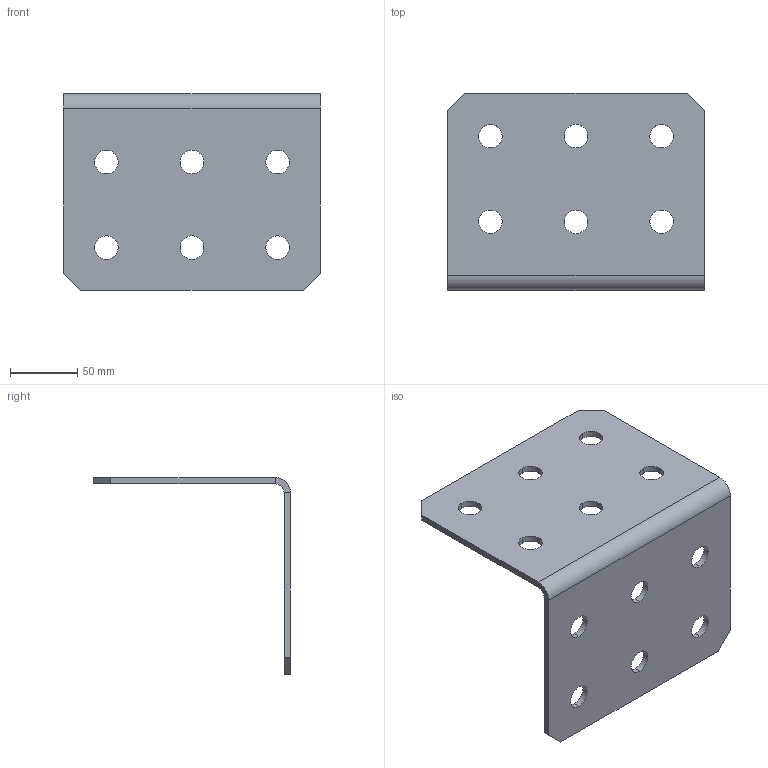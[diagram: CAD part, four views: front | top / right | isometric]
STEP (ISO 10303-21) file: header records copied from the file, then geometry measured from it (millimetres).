
FILE_DESCRIPTION (( 'STEP AP214' ), '1' );
FILE_NAME ('10591 - HL57PC.STEP', '2017-10-17T22:44:20', ( '' ), ( '' ), 'SwSTEP 2.0', 'SolidWorks 2017', '' );
FILE_SCHEMA (( 'AUTOMOTIVE_DESIGN' ));
Length unit declared in the file: inch
Products named in the file (1): 10591 - HL57PC
Bounding box: 190.5 x 146.05 x 146.05 mm (x, y, z)
Volume: 242065.2 mm3; surface area: 109163.9 mm2
Topology: 1 solids, 1 shells, 42 faces, 112 edges, 72 vertices
Faces by surface type: cylinder 26, plane 16
Entity records: 1412 total; most frequent: DIRECTION 250, CARTESIAN_POINT 227, ORIENTED_EDGE 224, EDGE_CURVE 112, AXIS2_PLACEMENT_3D 95, VERTEX_POINT 72, EDGE_LOOP 66, LINE 60
